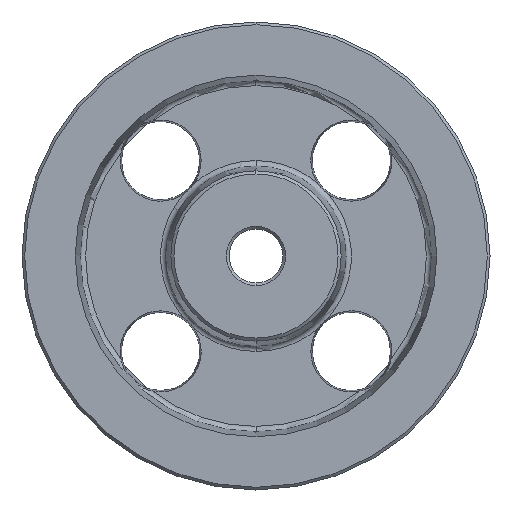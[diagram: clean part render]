
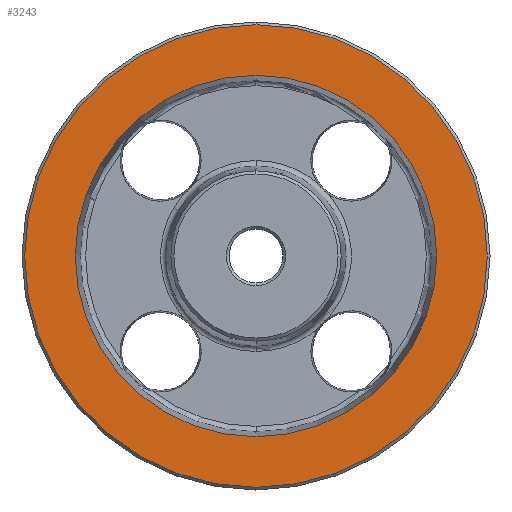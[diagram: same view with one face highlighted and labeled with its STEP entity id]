
A CAD part, left-side view. The second image highlights one B-rep face of the part: STEP entity #3243.
In plain terms, the highlighted planar face has unit normal (-1, 0, 0).
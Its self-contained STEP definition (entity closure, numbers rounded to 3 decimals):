
#34 = CARTESIAN_POINT ( 'NONE',  ( -22., 0., 67. ) ) ;
#102 = CARTESIAN_POINT ( 'NONE',  ( -22., 0., 0. ) ) ;
#200 = ORIENTED_EDGE ( 'NONE', *, *, #3438, .F. ) ;
#354 = DIRECTION ( 'NONE',  ( 0., 0., -1. ) ) ;
#381 = VERTEX_POINT ( 'NONE', #34 ) ;
#397 = CARTESIAN_POINT ( 'NONE',  ( -22., 0., -85.75 ) ) ;
#402 = DIRECTION ( 'NONE',  ( -1., 0., 0. ) ) ;
#544 = CIRCLE ( 'NONE', #3981, 85.75 ) ;
#654 = DIRECTION ( 'NONE',  ( -1., 0., 0. ) ) ;
#882 = VERTEX_POINT ( 'NONE', #1127 ) ;
#910 = FACE_OUTER_BOUND ( 'NONE', #926, .T. ) ;
#926 = EDGE_LOOP ( 'NONE', ( #2374, #2179 ) ) ;
#1127 = CARTESIAN_POINT ( 'NONE',  ( -22., 0., 85.75 ) ) ;
#1235 = ORIENTED_EDGE ( 'NONE', *, *, #3468, .F. ) ;
#1275 = AXIS2_PLACEMENT_3D ( 'NONE', #2811, #4068, #2183 ) ;
#1278 = CARTESIAN_POINT ( 'NONE',  ( -22., 67., 0. ) ) ;
#1827 = DIRECTION ( 'NONE',  ( 0., 0., -1. ) ) ;
#1953 = VERTEX_POINT ( 'NONE', #2644 ) ;
#2171 = FACE_BOUND ( 'NONE', #3953, .T. ) ;
#2178 = EDGE_CURVE ( 'NONE', #3745, #882, #544, .T. ) ;
#2179 = ORIENTED_EDGE ( 'NONE', *, *, #3523, .T. ) ;
#2183 = DIRECTION ( 'NONE',  ( 0., 0., 1. ) ) ;
#2202 = AXIS2_PLACEMENT_3D ( 'NONE', #1278, #3127, #1827 ) ;
#2267 = CARTESIAN_POINT ( 'NONE',  ( -22., 0., 0. ) ) ;
#2374 = ORIENTED_EDGE ( 'NONE', *, *, #2178, .T. ) ;
#2639 = DIRECTION ( 'NONE',  ( -1., 0., 0. ) ) ;
#2644 = CARTESIAN_POINT ( 'NONE',  ( -22., 0., -67. ) ) ;
#2736 = CIRCLE ( 'NONE', #3800, 67. ) ;
#2811 = CARTESIAN_POINT ( 'NONE',  ( -22., 0., 0. ) ) ;
#2872 = DIRECTION ( 'NONE',  ( 0., 0., -1. ) ) ;
#2896 = DIRECTION ( 'NONE',  ( 0., 0., 1. ) ) ;
#3127 = DIRECTION ( 'NONE',  ( 1., 0., 0. ) ) ;
#3137 = CIRCLE ( 'NONE', #3678, 85.75 ) ;
#3204 = CIRCLE ( 'NONE', #1275, 67. ) ;
#3243 = ADVANCED_FACE ( 'NONE', ( #910, #2171 ), #3435, .F. ) ;
#3435 = PLANE ( 'NONE',  #2202 ) ;
#3438 = EDGE_CURVE ( 'NONE', #381, #1953, #3204, .T. ) ;
#3468 = EDGE_CURVE ( 'NONE', #1953, #381, #2736, .T. ) ;
#3523 = EDGE_CURVE ( 'NONE', #882, #3745, #3137, .T. ) ;
#3584 = CARTESIAN_POINT ( 'NONE',  ( -22., 0., 0. ) ) ;
#3678 = AXIS2_PLACEMENT_3D ( 'NONE', #2267, #402, #2872 ) ;
#3745 = VERTEX_POINT ( 'NONE', #397 ) ;
#3800 = AXIS2_PLACEMENT_3D ( 'NONE', #3584, #654, #2896 ) ;
#3953 = EDGE_LOOP ( 'NONE', ( #200, #1235 ) ) ;
#3981 = AXIS2_PLACEMENT_3D ( 'NONE', #102, #2639, #354 ) ;
#4068 = DIRECTION ( 'NONE',  ( -1., 0., 0. ) ) ;
